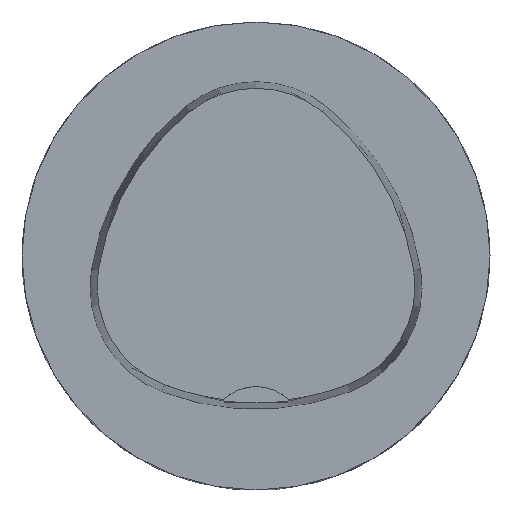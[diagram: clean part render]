
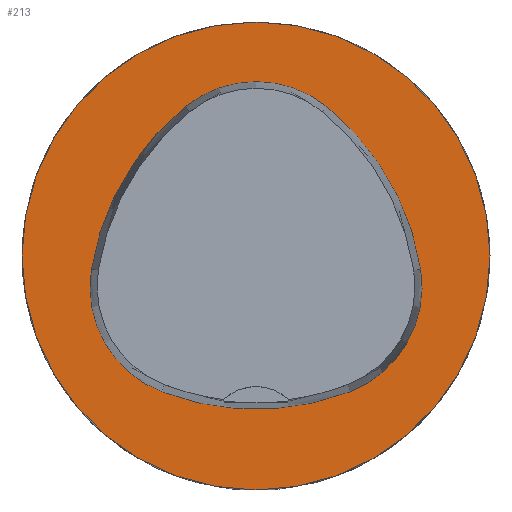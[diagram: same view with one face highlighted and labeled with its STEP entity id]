
A CAD part, top view. The second image highlights one B-rep face of the part: STEP entity #213.
In plain terms, the highlighted planar face has unit normal (0, 0, 1).
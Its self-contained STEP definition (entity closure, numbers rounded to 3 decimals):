
#102=FACE_BOUND('',#427,.T.);
#103=FACE_BOUND('',#428,.T.);
#168=CIRCLE('',#1612,25.);
#169=CIRCLE('',#1620,28.);
#171=CIRCLE('',#1623,12.);
#173=CIRCLE('',#1626,28.);
#175=CIRCLE('',#1629,12.);
#176=CIRCLE('',#1630,28.);
#177=CIRCLE('',#1631,12.);
#213=ADVANCED_FACE('',(#102,#103),#288,.T.);
#288=PLANE('',#1632);
#427=EDGE_LOOP('',(#630,#631,#632,#633,#634,#635));
#428=EDGE_LOOP('',(#636));
#630=ORIENTED_EDGE('',*,*,#1146,.T.);
#631=ORIENTED_EDGE('',*,*,#1148,.T.);
#632=ORIENTED_EDGE('',*,*,#1151,.T.);
#633=ORIENTED_EDGE('',*,*,#1152,.T.);
#634=ORIENTED_EDGE('',*,*,#1153,.T.);
#635=ORIENTED_EDGE('',*,*,#1142,.T.);
#636=ORIENTED_EDGE('',*,*,#1128,.F.);
#980=VERTEX_POINT('',#2325);
#994=VERTEX_POINT('',#2353);
#995=VERTEX_POINT('',#2355);
#998=VERTEX_POINT('',#2362);
#999=VERTEX_POINT('',#2367);
#1001=VERTEX_POINT('',#2373);
#1002=VERTEX_POINT('',#2375);
#1128=EDGE_CURVE('',#980,#980,#168,.T.);
#1142=EDGE_CURVE('',#995,#994,#169,.T.);
#1146=EDGE_CURVE('',#994,#998,#171,.T.);
#1148=EDGE_CURVE('',#998,#999,#173,.T.);
#1151=EDGE_CURVE('',#999,#1001,#175,.T.);
#1152=EDGE_CURVE('',#1001,#1002,#176,.T.);
#1153=EDGE_CURVE('',#1002,#995,#177,.T.);
#1612=AXIS2_PLACEMENT_3D('',#2324,#1832,#1833);
#1620=AXIS2_PLACEMENT_3D('',#2354,#1855,#1856);
#1623=AXIS2_PLACEMENT_3D('',#2363,#1863,#1864);
#1626=AXIS2_PLACEMENT_3D('',#2366,#1869,#1870);
#1629=AXIS2_PLACEMENT_3D('',#2372,#1876,#1877);
#1630=AXIS2_PLACEMENT_3D('',#2374,#1878,#1879);
#1631=AXIS2_PLACEMENT_3D('',#2376,#1880,#1881);
#1632=AXIS2_PLACEMENT_3D('',#2377,#1882,#1883);
#1832=DIRECTION('',(0.,0.,-1.));
#1833=DIRECTION('',(-1.,0.,0.));
#1855=DIRECTION('',(0.,0.,-1.));
#1856=DIRECTION('',(-1.,0.,0.));
#1863=DIRECTION('',(0.,0.,-1.));
#1864=DIRECTION('',(-1.,0.,0.));
#1869=DIRECTION('',(0.,0.,-1.));
#1870=DIRECTION('',(-1.,0.,0.));
#1876=DIRECTION('',(0.,0.,-1.));
#1877=DIRECTION('',(-1.,0.,0.));
#1878=DIRECTION('',(0.,0.,-1.));
#1879=DIRECTION('',(-1.,0.,0.));
#1880=DIRECTION('',(0.,0.,-1.));
#1881=DIRECTION('',(-1.,0.,0.));
#1882=DIRECTION('',(0.,0.,1.));
#1883=DIRECTION('',(-1.,0.,0.));
#2324=CARTESIAN_POINT('',(0.,0.,0.));
#2325=CARTESIAN_POINT('',(-25.,0.,0.));
#2353=CARTESIAN_POINT('',(-7.531,15.953,0.));
#2354=CARTESIAN_POINT('',(10.068,-5.824,0.));
#2355=CARTESIAN_POINT('',(-17.584,-1.424,0.));
#2362=CARTESIAN_POINT('',(7.567,15.942,0.));
#2363=CARTESIAN_POINT('',(0.011,6.62,0.));
#2366=CARTESIAN_POINT('',(-10.063,-5.81,0.));
#2367=CARTESIAN_POINT('',(17.59,-1.418,0.));
#2372=CARTESIAN_POINT('',(5.739,-3.3,0.));
#2373=CARTESIAN_POINT('',(10.05,-14.499,0.));
#2374=CARTESIAN_POINT('',(-0.01,11.631,0.));
#2375=CARTESIAN_POINT('',(-10.025,-14.516,0.));
#2376=CARTESIAN_POINT('',(-5.733,-3.31,0.));
#2377=CARTESIAN_POINT('',(0.,0.,0.));
